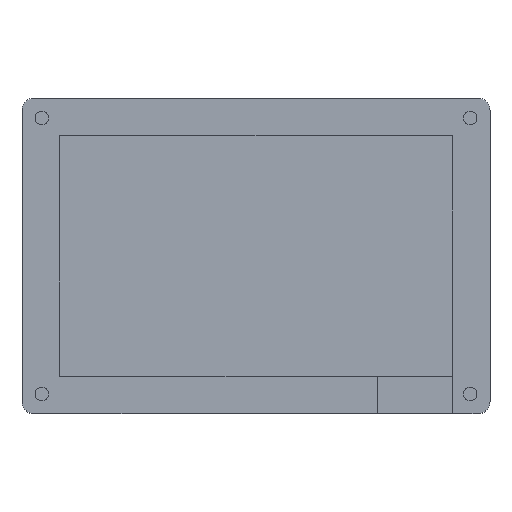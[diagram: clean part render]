
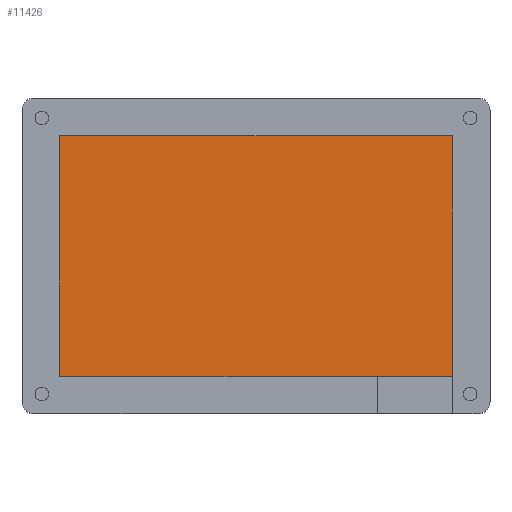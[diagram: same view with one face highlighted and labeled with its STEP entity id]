
A CAD part, top view. The second image highlights one B-rep face of the part: STEP entity #11426.
In plain terms, the highlighted planar face has unit normal (0, 0, 1).
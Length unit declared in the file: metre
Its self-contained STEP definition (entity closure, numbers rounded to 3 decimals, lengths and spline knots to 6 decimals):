
#686=LINE('',#17281,#1641);
#689=LINE('',#17287,#1644);
#691=LINE('',#17291,#1646);
#692=LINE('',#17293,#1647);
#1641=VECTOR('',#13704,1.);
#1644=VECTOR('',#13709,1.);
#1646=VECTOR('',#13713,1.);
#1647=VECTOR('',#13716,1.);
#2466=PLANE('',#12363);
#3200=ORIENTED_EDGE('',*,*,#6785,.F.);
#3201=ORIENTED_EDGE('',*,*,#6788,.T.);
#3202=ORIENTED_EDGE('',*,*,#6790,.T.);
#3203=ORIENTED_EDGE('',*,*,#6791,.F.);
#6785=EDGE_CURVE('',#8585,#8586,#686,.T.);
#6788=EDGE_CURVE('',#8585,#8587,#689,.T.);
#6790=EDGE_CURVE('',#8587,#8588,#691,.T.);
#6791=EDGE_CURVE('',#8586,#8588,#692,.T.);
#8585=VERTEX_POINT('',#17280);
#8586=VERTEX_POINT('',#17282);
#8587=VERTEX_POINT('',#17286);
#8588=VERTEX_POINT('',#17290);
#9815=EDGE_LOOP('',(#3200,#3201,#3202,#3203));
#10508=FACE_BOUND('',#9815,.T.);
#11426=ADVANCED_FACE('',(#10508),#2466,.T.);
#12363=AXIS2_PLACEMENT_3D('',#17294,#13717,#13718);
#13704=DIRECTION('',(1.,0.,0.));
#13709=DIRECTION('',(0.,-1.,0.));
#13713=DIRECTION('',(1.,0.,0.));
#13716=DIRECTION('',(0.,-1.,0.));
#13717=DIRECTION('',(0.,0.,1.));
#13718=DIRECTION('',(1.,0.,0.));
#17280=CARTESIAN_POINT('',(-0.04975,0.030438,0.003));
#17281=CARTESIAN_POINT('',(0.,0.030438,0.003));
#17282=CARTESIAN_POINT('',(0.04975,0.030438,0.003));
#17286=CARTESIAN_POINT('',(-0.04975,-0.030438,0.003));
#17287=CARTESIAN_POINT('',(-0.04975,0.,0.003));
#17290=CARTESIAN_POINT('',(0.04975,-0.030438,0.003));
#17291=CARTESIAN_POINT('',(0.,-0.030438,0.003));
#17293=CARTESIAN_POINT('',(0.04975,0.,0.003));
#17294=CARTESIAN_POINT('',(0.,0.,0.003));
